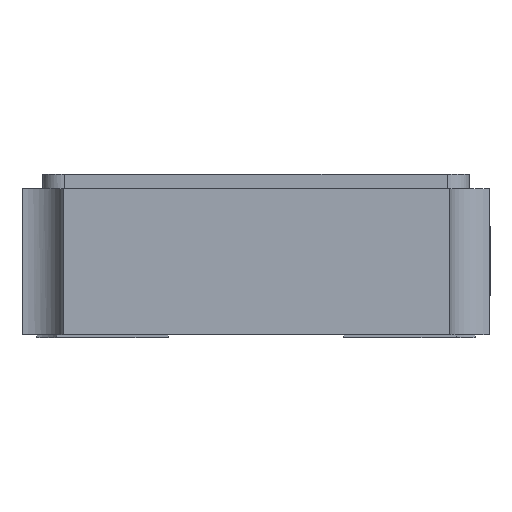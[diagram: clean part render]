
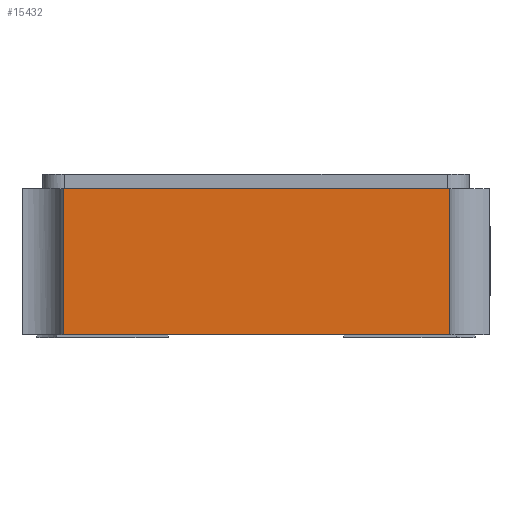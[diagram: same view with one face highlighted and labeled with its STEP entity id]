
A CAD part, left-side view. The second image highlights one B-rep face of the part: STEP entity #15432.
In plain terms, the highlighted planar face has unit normal (-1, 0, 0).
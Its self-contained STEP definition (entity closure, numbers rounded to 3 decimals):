
#411 = CARTESIAN_POINT ( 'NONE',  ( -2.5, -1.6, 1.02 ) ) ;
#2429 = DIRECTION ( 'NONE',  ( 0., 0., -1. ) ) ;
#2612 = CARTESIAN_POINT ( 'NONE',  ( -2.5, -1.325, 1.02 ) ) ;
#3567 = VECTOR ( 'NONE', #13689, 1000. ) ;
#3855 = VERTEX_POINT ( 'NONE', #5424 ) ;
#4538 = EDGE_LOOP ( 'NONE', ( #14085, #11359, #18112, #19415 ) ) ;
#4559 = FACE_OUTER_BOUND ( 'NONE', #4538, .T. ) ;
#5141 = VERTEX_POINT ( 'NONE', #2612 ) ;
#5337 = VECTOR ( 'NONE', #13855, 1000. ) ;
#5424 = CARTESIAN_POINT ( 'NONE',  ( -2.5, 1.319, 1.02 ) ) ;
#6123 = CARTESIAN_POINT ( 'NONE',  ( -2.5, 1.319, 1.023 ) ) ;
#6778 = VECTOR ( 'NONE', #8495, 1000. ) ;
#7631 = LINE ( 'NONE', #12128, #5337 ) ;
#8495 = DIRECTION ( 'NONE',  ( 0., -1., 0. ) ) ;
#9085 = LINE ( 'NONE', #6123, #3567 ) ;
#10172 = EDGE_CURVE ( 'NONE', #5141, #14646, #11711, .T. ) ;
#10326 = AXIS2_PLACEMENT_3D ( 'NONE', #411, #19287, #13121 ) ;
#10788 = PLANE ( 'NONE',  #10326 ) ;
#11359 = ORIENTED_EDGE ( 'NONE', *, *, #13874, .T. ) ;
#11711 = LINE ( 'NONE', #16417, #14014 ) ;
#12128 = CARTESIAN_POINT ( 'NONE',  ( -2.5, -1.6, 0.02 ) ) ;
#13009 = LINE ( 'NONE', #17839, #6778 ) ;
#13121 = DIRECTION ( 'NONE',  ( 0., 0., -1. ) ) ;
#13689 = DIRECTION ( 'NONE',  ( 0., 0., 1. ) ) ;
#13851 = CARTESIAN_POINT ( 'NONE',  ( -2.5, -1.325, 0.02 ) ) ;
#13855 = DIRECTION ( 'NONE',  ( 0., -1., 0. ) ) ;
#13874 = EDGE_CURVE ( 'NONE', #17928, #14646, #7631, .T. ) ;
#14014 = VECTOR ( 'NONE', #2429, 1000. ) ;
#14085 = ORIENTED_EDGE ( 'NONE', *, *, #16552, .F. ) ;
#14646 = VERTEX_POINT ( 'NONE', #13851 ) ;
#15432 = ADVANCED_FACE ( 'NONE', ( #4559 ), #10788, .F. ) ;
#15474 = CARTESIAN_POINT ( 'NONE',  ( -2.5, 1.319, 0.02 ) ) ;
#16417 = CARTESIAN_POINT ( 'NONE',  ( -2.5, -1.325, 1.023 ) ) ;
#16552 = EDGE_CURVE ( 'NONE', #17928, #3855, #9085, .T. ) ;
#17839 = CARTESIAN_POINT ( 'NONE',  ( -2.5, -1.6, 1.02 ) ) ;
#17928 = VERTEX_POINT ( 'NONE', #15474 ) ;
#18112 = ORIENTED_EDGE ( 'NONE', *, *, #10172, .F. ) ;
#19287 = DIRECTION ( 'NONE',  ( 1., 0., 0. ) ) ;
#19415 = ORIENTED_EDGE ( 'NONE', *, *, #19508, .F. ) ;
#19508 = EDGE_CURVE ( 'NONE', #3855, #5141, #13009, .T. ) ;
